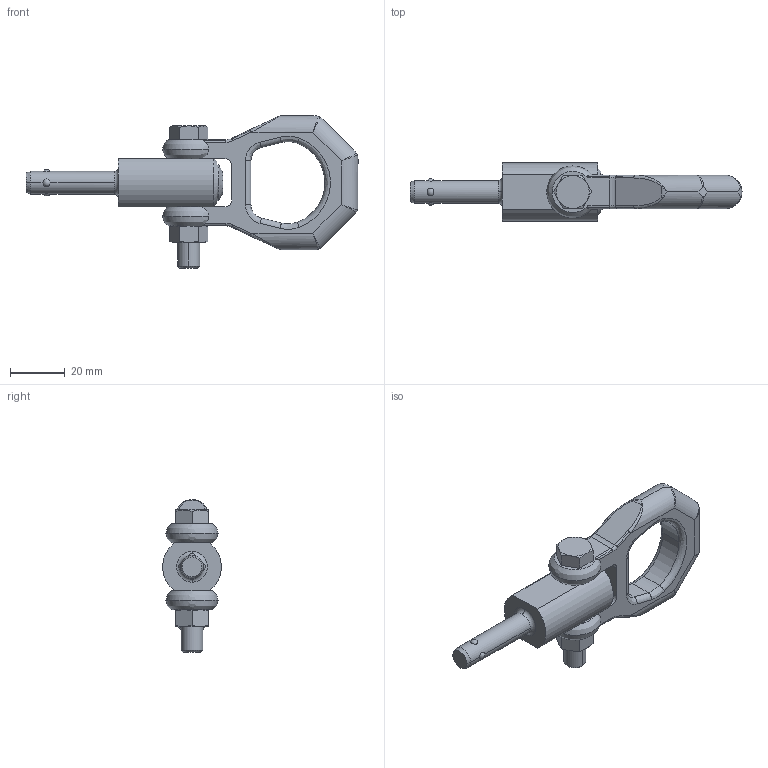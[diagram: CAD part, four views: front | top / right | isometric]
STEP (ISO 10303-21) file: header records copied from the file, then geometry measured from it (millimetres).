
FILE_DESCRIPTION(('STEP AP214'),'1');
FILE_NAME('EH_22350_0614.stp','2016-12-21T12:45:33',('TraceParts'),('TraceParts S.A.'),'Spatial InterOp 3D',' ',' ');
FILE_SCHEMA(('automotive_design'));
Length unit declared in the file: millimetre
Products named in the file (2): 1; 2
Bounding box: 121.25 x 21.42 x 55.75 mm (x, y, z)
Volume: 33873.9 mm3; surface area: 12112.8 mm2
Topology: 2 solids, 2 shells, 154 faces, 392 edges, 239 vertices
Faces by surface type: cylinder 63, plane 37, bspline 30, cone 14, torus 6, sphere 4
Entity records: 8172 total; most frequent: CARTESIAN_POINT 3427, ORIENTED_EDGE 760, DIRECTION 691, EDGE_CURVE 380, AXIS2_PLACEMENT_3D 280, VERTEX_POINT 239, EDGE_LOOP 169, STYLED_ITEM 156
